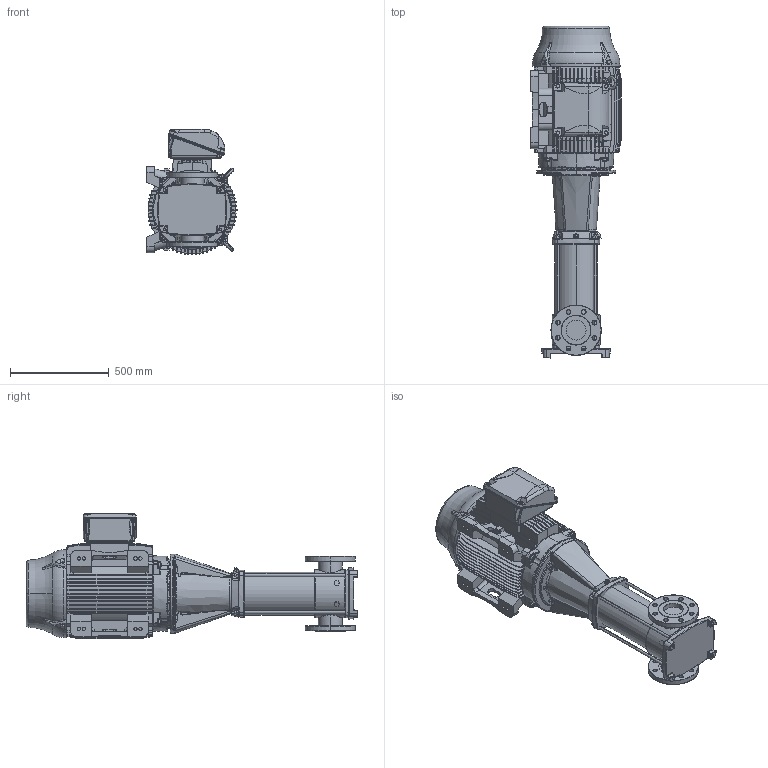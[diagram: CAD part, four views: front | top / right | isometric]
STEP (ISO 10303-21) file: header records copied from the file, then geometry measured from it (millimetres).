
FILE_DESCRIPTION (( 'STEP AP203' ), '1' );
FILE_NAME ('3303153 - MVI-450-4_1-60 HP-364TSC-304-E-230_460~3.step', '2022-03-30T20:16:03', ( '' ), ( '' ), 'SwSTEP 2.0', 'SolidWorks 2021', '' );
FILE_SCHEMA (( 'CONFIG_CONTROL_DESIGN' ));
Length unit declared in the file: inch
Products named in the file (5): 3303153 - MVI-450-4_1-60 HP-364TSC-304-E-230_460~3; SBI(N)90-4-1; MVI PEO - [304-EPDM]_3304153 - MVI-450-4_1-60 HP-364TSC-304-E-S; 2704074 - NEMA V2 60HP 364_5TSC 230_460~3 TEFC; TEFC MOTOR_2704074 - NEMA V2 60HP 364_5TSC 230_460~3 TEFC
Assembly tree (4 placements, depth 3):
  3303153 - MVI-450-4_1-60 HP-364TSC-304-E-230_460~3
    MVI PEO - [304-EPDM]_3304153 - MVI-450-4_1-60 HP-364TSC-304-E-S
      SBI(N)90-4-1
    TEFC MOTOR_2704074 - NEMA V2 60HP 364_5TSC 230_460~3 TEFC
      2704074 - NEMA V2 60HP 364_5TSC 230_460~3 TEFC
Bounding box: 456.1 x 1677.31 x 633.81 mm (x, y, z)
Volume: 152286943.2 mm3; surface area: 5072427.3 mm2
Topology: 8 solids, 39 shells, 4126 faces, 10697 edges, 6662 vertices
Faces by surface type: plane 1393, bspline 980, cone 792, cylinder 789, torus 138, sphere 34
Entity records: 193988 total; most frequent: CARTESIAN_POINT 101738, ORIENTED_EDGE 21122, DIRECTION 16623, EDGE_CURVE 10561, VERTEX_POINT 6659, AXIS2_PLACEMENT_3D 6319, EDGE_LOOP 4394, FACE_OUTER_BOUND 4126
